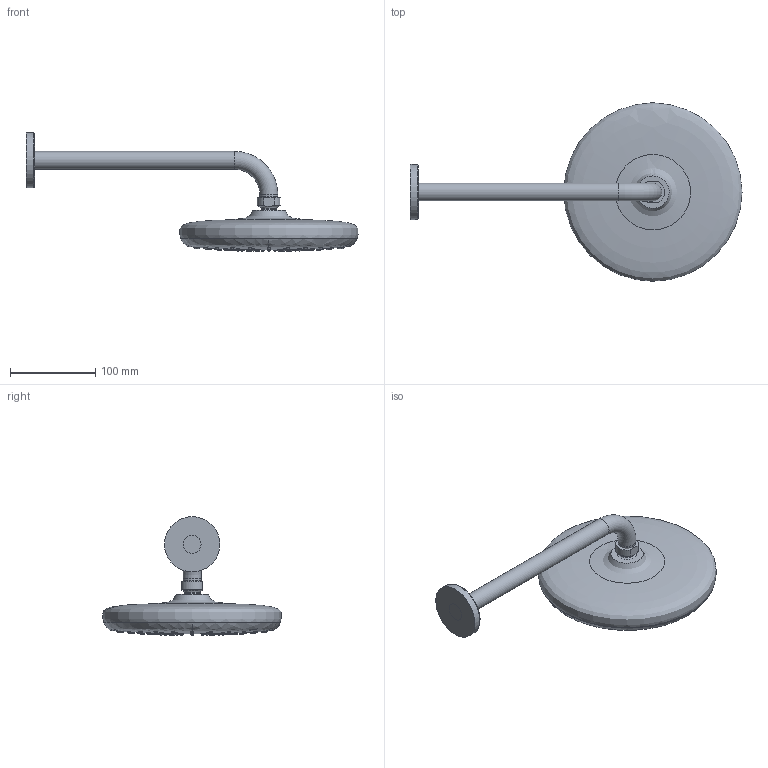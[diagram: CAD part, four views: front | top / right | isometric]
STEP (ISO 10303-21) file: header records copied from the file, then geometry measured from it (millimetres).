
FILE_DESCRIPTION(/* description */ ('Unknown'),/* implementation_level */ '2;1');
FILE_NAME(/* name */ '26411000',/* time_stamp */ '2022-09-08T16:38:03+02:00',/* author */ ('Unknown'),/* organization */ ('GROHE AG'),/* preprocessor_version */ 'ST-DEVELOPER v16.7',/* originating_system */ 'DEX',/* authorisation */ $);
FILE_SCHEMA (('AUTOMOTIVE_DESIGN {1 0 10303 214 3 1 1}'));
Products named in the file (7): 26411000; 26411000_0; plane; 26411000_1; 26411000_2; 26411000_3
Assembly tree (6 placements, depth 2):
  26411000
    26411000
    26411000_0
    plane
    26411000_1
    26411000_2
    26411000_3
Bounding box: 390.23 x 209.89 x 139.48 mm (x, y, z)
Volume: 1242657.3 mm3; surface area: 369374.7 mm2
Topology: 6 solids, 9 shells, 1351 faces, 4025 edges, 2809 vertices
Faces by surface type: bspline 888, cylinder 184, cone 106, torus 104, plane 68, sphere 1
Full cylindrical faces by diameter (mm): 4 x126, 18.5 x1, 20.955 x3, 21 x1, 179.4 x1, 181.4 x1
Entity records: 79715 total; most frequent: CARTESIAN_POINT 55106, ORIENTED_EDGE 6372, EDGE_CURVE 3186, B_SPLINE_CURVE_WITH_KNOTS 2524, VERTEX_POINT 2415, DIRECTION 2215, EDGE_LOOP 1913, FACE_BOUND 1913
